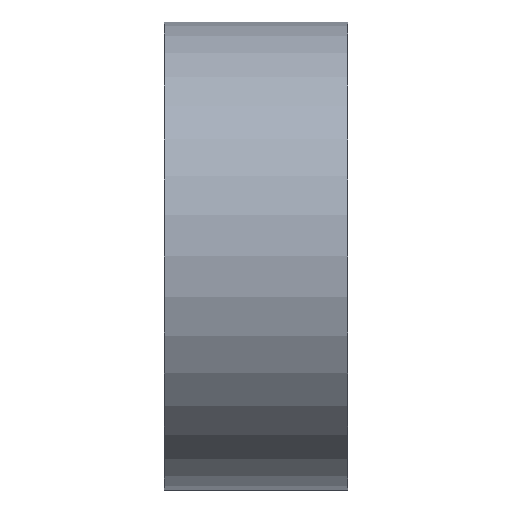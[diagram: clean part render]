
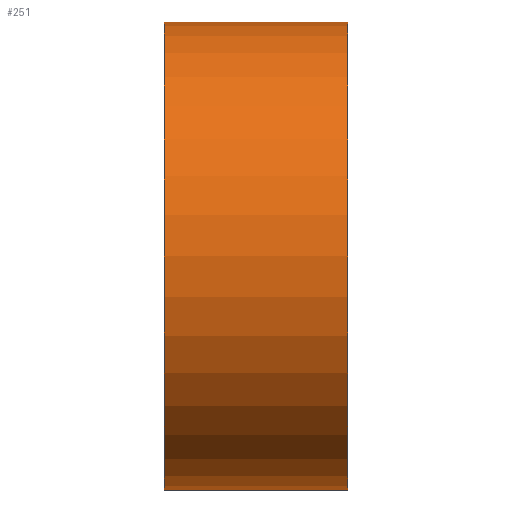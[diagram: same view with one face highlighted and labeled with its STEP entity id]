
A CAD part, left-side view. The second image highlights one B-rep face of the part: STEP entity #251.
In plain terms, the highlighted cylindrical face has radius 23 mm (diameter 46 mm), a partial arc.
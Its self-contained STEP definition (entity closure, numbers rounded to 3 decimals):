
#9 = ORIENTED_EDGE ( 'NONE', *, *, #13, .T. ) ;
#10 = AXIS2_PLACEMENT_3D ( 'NONE', #175, #267, #87 ) ;
#13 = EDGE_CURVE ( 'NONE', #83, #228, #159, .T. ) ;
#23 = VECTOR ( 'NONE', #64, 1000. ) ;
#28 = ORIENTED_EDGE ( 'NONE', *, *, #55, .T. ) ;
#55 = EDGE_CURVE ( 'NONE', #125, #83, #237, .T. ) ;
#56 = CARTESIAN_POINT ( 'NONE',  ( 0., 18., 0. ) ) ;
#64 = DIRECTION ( 'NONE',  ( 0., -1., 0. ) ) ;
#83 = VERTEX_POINT ( 'NONE', #185 ) ;
#87 = DIRECTION ( 'NONE',  ( 0., 0., -1. ) ) ;
#89 = EDGE_LOOP ( 'NONE', ( #92, #28, #9, #187 ) ) ;
#91 = DIRECTION ( 'NONE',  ( 0., -1., 0. ) ) ;
#92 = ORIENTED_EDGE ( 'NONE', *, *, #274, .F. ) ;
#94 = CIRCLE ( 'NONE', #10, 23. ) ;
#98 = DIRECTION ( 'NONE',  ( 0., -1., 0. ) ) ;
#125 = VERTEX_POINT ( 'NONE', #191 ) ;
#147 = CYLINDRICAL_SURFACE ( 'NONE', #203, 23. ) ;
#150 = CARTESIAN_POINT ( 'NONE',  ( 0., 0., -23. ) ) ;
#152 = DIRECTION ( 'NONE',  ( 0., 0., -1. ) ) ;
#159 = LINE ( 'NONE', #257, #234 ) ;
#175 = CARTESIAN_POINT ( 'NONE',  ( 0., 0., 0. ) ) ;
#185 = CARTESIAN_POINT ( 'NONE',  ( 0., 18., -23. ) ) ;
#187 = ORIENTED_EDGE ( 'NONE', *, *, #256, .F. ) ;
#189 = DIRECTION ( 'NONE',  ( 0., 0., -1. ) ) ;
#191 = CARTESIAN_POINT ( 'NONE',  ( 0., 18., 23. ) ) ;
#195 = CARTESIAN_POINT ( 'NONE',  ( 0., 0., 0. ) ) ;
#203 = AXIS2_PLACEMENT_3D ( 'NONE', #195, #91, #152 ) ;
#207 = AXIS2_PLACEMENT_3D ( 'NONE', #56, #216, #189 ) ;
#216 = DIRECTION ( 'NONE',  ( 0., -1., 0. ) ) ;
#218 = VERTEX_POINT ( 'NONE', #287 ) ;
#226 = CARTESIAN_POINT ( 'NONE',  ( 0., 0., 23. ) ) ;
#228 = VERTEX_POINT ( 'NONE', #150 ) ;
#230 = LINE ( 'NONE', #226, #23 ) ;
#234 = VECTOR ( 'NONE', #98, 1000. ) ;
#237 = CIRCLE ( 'NONE', #207, 23. ) ;
#251 = ADVANCED_FACE ( 'NONE', ( #268 ), #147, .T. ) ;
#256 = EDGE_CURVE ( 'NONE', #218, #228, #94, .T. ) ;
#257 = CARTESIAN_POINT ( 'NONE',  ( 0., 0., -23. ) ) ;
#267 = DIRECTION ( 'NONE',  ( 0., -1., 0. ) ) ;
#268 = FACE_OUTER_BOUND ( 'NONE', #89, .T. ) ;
#274 = EDGE_CURVE ( 'NONE', #125, #218, #230, .T. ) ;
#287 = CARTESIAN_POINT ( 'NONE',  ( 0., 0., 23. ) ) ;
